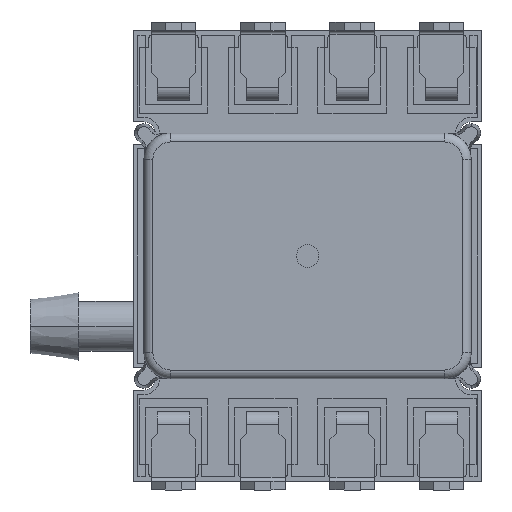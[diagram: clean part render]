
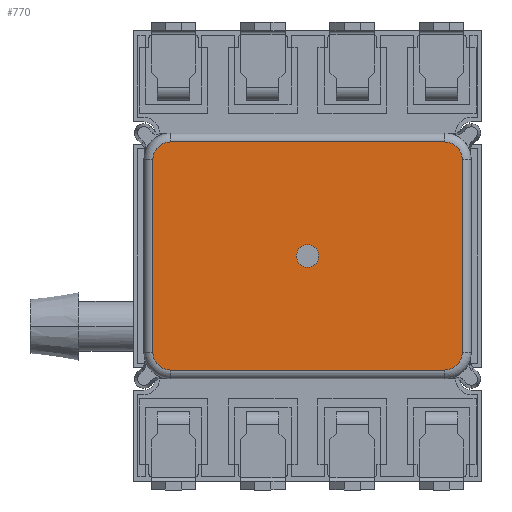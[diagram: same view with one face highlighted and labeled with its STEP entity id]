
A CAD part, front view. The second image highlights one B-rep face of the part: STEP entity #770.
In plain terms, the highlighted face is planar.
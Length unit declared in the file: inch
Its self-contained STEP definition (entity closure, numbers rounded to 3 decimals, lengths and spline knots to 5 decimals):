
#770 = ADVANCED_FACE ( 'NONE', ( #3672, #3695 ), #16716, .T. ) ;
#1026 = CARTESIAN_POINT ( 'NONE',  ( 0., 0.1063, 0.0125 ) ) ;
#1036 = CARTESIAN_POINT ( 'NONE',  ( 0., 0.1063, -0.0125 ) ) ;
#2328 = CARTESIAN_POINT ( 'NONE',  ( -0.15354, 0.1063, -0.1276 ) ) ;
#2334 = CARTESIAN_POINT ( 'NONE',  ( 0.17307, 0.1063, -0.10807 ) ) ;
#2336 = CARTESIAN_POINT ( 'NONE',  ( -0.17307, 0.1063, -0.10807 ) ) ;
#2340 = CARTESIAN_POINT ( 'NONE',  ( 0.15354, 0.1063, -0.1276 ) ) ;
#2358 = CARTESIAN_POINT ( 'NONE',  ( -0.17307, 0.1063, 0.10807 ) ) ;
#2364 = CARTESIAN_POINT ( 'NONE',  ( -0.15354, 0.1063, 0.1276 ) ) ;
#2372 = CARTESIAN_POINT ( 'NONE',  ( 0.17307, 0.1063, 0.10807 ) ) ;
#2373 = CARTESIAN_POINT ( 'NONE',  ( 0.15354, 0.1063, 0.1276 ) ) ;
#2838 = AXIS2_PLACEMENT_3D ( 'NONE', #16717, #16694, #16695 ) ;
#3466 = AXIS2_PLACEMENT_3D ( 'NONE', #9246, #9228, #9230 ) ;
#3672 = FACE_BOUND ( 'NONE', #5187, .T. ) ;
#3695 = FACE_OUTER_BOUND ( 'NONE', #5180, .T. ) ;
#5180 = EDGE_LOOP ( 'NONE', ( #18010, #17980, #17984, #18007, #18122, #18091, #18052, #18089 ) ) ;
#5187 = EDGE_LOOP ( 'NONE', ( #18016, #18032 ) ) ;
#7157 = CARTESIAN_POINT ( 'NONE',  ( 0.15354, 0.1063, -0.10807 ) ) ;
#7161 = DIRECTION ( 'NONE',  ( 0., 0., 1. ) ) ;
#7164 = DIRECTION ( 'NONE',  ( 0., 0., 1. ) ) ;
#7165 = DIRECTION ( 'NONE',  ( 0., 1., 0. ) ) ;
#7167 = DIRECTION ( 'NONE',  ( 0., 1., 0. ) ) ;
#7173 = CARTESIAN_POINT ( 'NONE',  ( -0.15354, 0.1063, -0.10807 ) ) ;
#7190 = DIRECTION ( 'NONE',  ( -1., 0., 0. ) ) ;
#7196 = CARTESIAN_POINT ( 'NONE',  ( -0.15354, 0.1063, -0.1276 ) ) ;
#7206 = CARTESIAN_POINT ( 'NONE',  ( 0.17307, 0.1063, -0.10807 ) ) ;
#7216 = DIRECTION ( 'NONE',  ( 0., 0., 1. ) ) ;
#7217 = CARTESIAN_POINT ( 'NONE',  ( 0.15354, 0.1063, 0.10807 ) ) ;
#7224 = DIRECTION ( 'NONE',  ( 0., 1., 0. ) ) ;
#7236 = DIRECTION ( 'NONE',  ( 0., 0., -1. ) ) ;
#7311 = CARTESIAN_POINT ( 'NONE',  ( 0.15354, 0.1063, 0.1276 ) ) ;
#7324 = DIRECTION ( 'NONE',  ( 1., 0., 0. ) ) ;
#7375 = CARTESIAN_POINT ( 'NONE',  ( -0.15354, 0.1063, 0.10807 ) ) ;
#7472 = DIRECTION ( 'NONE',  ( 0., 0., 1. ) ) ;
#7503 = DIRECTION ( 'NONE',  ( 0., 0., 1. ) ) ;
#7507 = CARTESIAN_POINT ( 'NONE',  ( -0.17307, 0.1063, 0.10807 ) ) ;
#7522 = DIRECTION ( 'NONE',  ( 0., 1., 0. ) ) ;
#8019 = DIRECTION ( 'NONE',  ( 0., 0., 1. ) ) ;
#8048 = CARTESIAN_POINT ( 'NONE',  ( 0., 0.1063, 0. ) ) ;
#8050 = DIRECTION ( 'NONE',  ( 0., 1., 0. ) ) ;
#8161 = CIRCLE ( 'NONE', #3466, 0.0125 ) ;
#8514 = CIRCLE ( 'NONE', #10194, 0.01953 ) ;
#8544 = CIRCLE ( 'NONE', #10166, 0.01953 ) ;
#8547 = LINE ( 'NONE', #7196, #8549 ) ;
#8549 = VECTOR ( 'NONE', #7190, 39.37008 ) ;
#8570 = CIRCLE ( 'NONE', #10143, 0.01953 ) ;
#8584 = LINE ( 'NONE', #7206, #8599 ) ;
#8599 = VECTOR ( 'NONE', #7236, 39.37008 ) ;
#8631 = VECTOR ( 'NONE', #7324, 39.37008 ) ;
#8633 = LINE ( 'NONE', #7311, #8631 ) ;
#8679 = CIRCLE ( 'NONE', #10218, 0.01953 ) ;
#8680 = VECTOR ( 'NONE', #7472, 39.37008 ) ;
#8685 = LINE ( 'NONE', #7507, #8680 ) ;
#8848 = CIRCLE ( 'NONE', #10259, 0.0125 ) ;
#9228 = DIRECTION ( 'NONE',  ( 0., 1., 0. ) ) ;
#9230 = DIRECTION ( 'NONE',  ( 0., 0., 1. ) ) ;
#9246 = CARTESIAN_POINT ( 'NONE',  ( 0., 0.1063, 0. ) ) ;
#10143 = AXIS2_PLACEMENT_3D ( 'NONE', #7217, #7224, #7216 ) ;
#10166 = AXIS2_PLACEMENT_3D ( 'NONE', #7173, #7165, #7164 ) ;
#10194 = AXIS2_PLACEMENT_3D ( 'NONE', #7157, #7167, #7161 ) ;
#10218 = AXIS2_PLACEMENT_3D ( 'NONE', #7375, #7522, #7503 ) ;
#10259 = AXIS2_PLACEMENT_3D ( 'NONE', #8048, #8050, #8019 ) ;
#15705 = VERTEX_POINT ( 'NONE', #2328 ) ;
#15711 = VERTEX_POINT ( 'NONE', #2372 ) ;
#15717 = VERTEX_POINT ( 'NONE', #2336 ) ;
#15720 = VERTEX_POINT ( 'NONE', #2364 ) ;
#15722 = VERTEX_POINT ( 'NONE', #2373 ) ;
#15723 = VERTEX_POINT ( 'NONE', #2334 ) ;
#15727 = VERTEX_POINT ( 'NONE', #2340 ) ;
#15733 = VERTEX_POINT ( 'NONE', #2358 ) ;
#15767 = VERTEX_POINT ( 'NONE', #1036 ) ;
#15796 = VERTEX_POINT ( 'NONE', #1026 ) ;
#16694 = DIRECTION ( 'NONE',  ( 0., 1., 0. ) ) ;
#16695 = DIRECTION ( 'NONE',  ( 0., 0., 1. ) ) ;
#16716 = PLANE ( 'NONE',  #2838 ) ;
#16717 = CARTESIAN_POINT ( 'NONE',  ( -0.15354, 0.1063, 0.10807 ) ) ;
#16836 = EDGE_CURVE ( 'NONE', #15796, #15767, #8161, .T. ) ;
#17141 = EDGE_CURVE ( 'NONE', #15705, #15717, #8544, .T. ) ;
#17142 = EDGE_CURVE ( 'NONE', #15723, #15727, #8514, .T. ) ;
#17146 = EDGE_CURVE ( 'NONE', #15727, #15705, #8547, .T. ) ;
#17161 = EDGE_CURVE ( 'NONE', #15711, #15723, #8584, .T. ) ;
#17164 = EDGE_CURVE ( 'NONE', #15722, #15711, #8570, .T. ) ;
#17198 = EDGE_CURVE ( 'NONE', #15720, #15722, #8633, .T. ) ;
#17235 = EDGE_CURVE ( 'NONE', #15733, #15720, #8679, .T. ) ;
#17238 = EDGE_CURVE ( 'NONE', #15717, #15733, #8685, .T. ) ;
#17351 = EDGE_CURVE ( 'NONE', #15767, #15796, #8848, .T. ) ;
#17980 = ORIENTED_EDGE ( 'NONE', *, *, #17235, .T. ) ;
#17984 = ORIENTED_EDGE ( 'NONE', *, *, #17198, .T. ) ;
#18007 = ORIENTED_EDGE ( 'NONE', *, *, #17164, .T. ) ;
#18010 = ORIENTED_EDGE ( 'NONE', *, *, #17238, .T. ) ;
#18016 = ORIENTED_EDGE ( 'NONE', *, *, #16836, .F. ) ;
#18032 = ORIENTED_EDGE ( 'NONE', *, *, #17351, .F. ) ;
#18052 = ORIENTED_EDGE ( 'NONE', *, *, #17146, .T. ) ;
#18089 = ORIENTED_EDGE ( 'NONE', *, *, #17141, .T. ) ;
#18091 = ORIENTED_EDGE ( 'NONE', *, *, #17142, .T. ) ;
#18122 = ORIENTED_EDGE ( 'NONE', *, *, #17161, .T. ) ;
